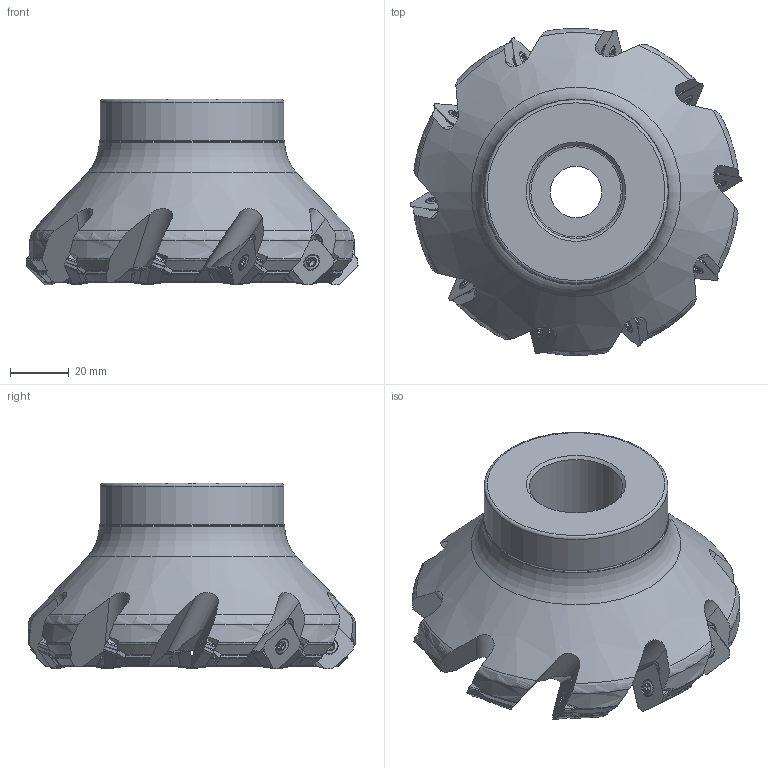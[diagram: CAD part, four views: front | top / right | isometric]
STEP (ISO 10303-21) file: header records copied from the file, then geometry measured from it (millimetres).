
FILE_DESCRIPTION(/* description */ (''),/* implementation_level */ '2;1');
FILE_NAME(/* name */ 'toolassembly_1.stp',/* time_stamp */ '2019-05-02T16:41:11+02:00',/* author */ (''),/* organization */ ('SMS'),/* preprocessor_version */ 'ST-DEVELOPER v15',/* originating_system */ 'SIEMENS PLM Software NX 8.5',/* authorisation */ '');
FILE_SCHEMA (('AUTOMOTIVE_DESIGN { 1 0 10303 214 3 1 1 1 }'));
Length unit declared in the file: millimetre
Products named in the file (4): CUT_20190502164032; NOCUT_20190502163949; ASSEMBLY_CONSTRUCTION; TOOLASSEMBLY_1
Assembly tree (12 placements, depth 2):
  TOOLASSEMBLY_1
    ASSEMBLY_CONSTRUCTION
    NOCUT_20190502163949
    CUT_20190502164032  x10
Bounding box: 112.66 x 110.99 x 63.01 mm (x, y, z)
Volume: 248437.3 mm3; surface area: 43064.8 mm2
Topology: 11 solids, 11 shells, 1431 faces, 4352 edges, 3008 vertices
Faces by surface type: plane 534, extrusion 370, cone 174, cylinder 166, torus 147, sphere 40
Full cylindrical faces by diameter (mm): 3.5 x10, 4.1 x10, 5.25 x10, 17.5 x1, 31.762 x1, 32.25 x1, 46 x1, 62.386 x1, 62.886 x1
Entity records: 43410 total; most frequent: CARTESIAN_POINT 16963, ORIENTED_EDGE 5742, DIRECTION 5085, EDGE_CURVE 2871, AXIS2_PLACEMENT_3D 2038, VERTEX_POINT 1929, EDGE_LOOP 1172, B_SPLINE_CURVE_WITH_KNOTS 1064
